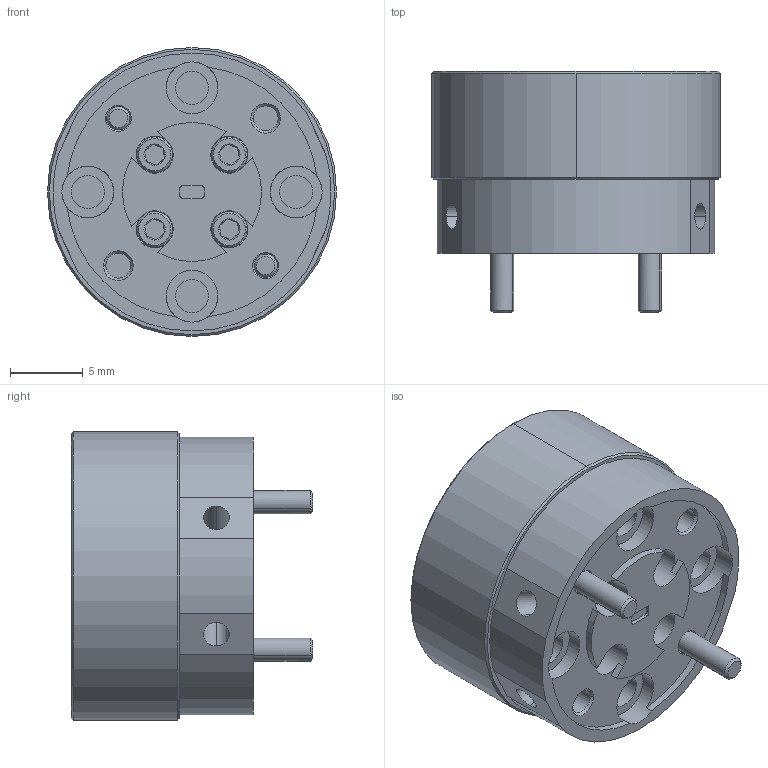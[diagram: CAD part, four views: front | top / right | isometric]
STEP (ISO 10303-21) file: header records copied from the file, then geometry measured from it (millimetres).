
FILE_DESCRIPTION (( 'STEP AP203' ), '1' );
FILE_NAME ('AO-D03-045-A..STEP', '2024-05-21T23:51:16', ( '' ), ( '' ), 'SwSTEP 2.0', 'SolidWorks 2021', '' );
FILE_SCHEMA (( 'CONFIG_CONTROL_DESIGN' ));
Length unit declared in the file: inch
Products named in the file (1): AO-D03-045-A.
Bounding box: 19.81 x 16.54 x 19.81 mm (x, y, z)
Volume: 3441.8 mm3; surface area: 1933.4 mm2
Topology: 1 solids, 3 shells, 218 faces, 492 edges, 296 vertices
Faces by surface type: plane 74, cone 72, cylinder 72
Entity records: 6195 total; most frequent: CARTESIAN_POINT 1155, DIRECTION 1126, ORIENTED_EDGE 968, EDGE_CURVE 484, AXIS2_PLACEMENT_3D 451, VERTEX_POINT 296, EDGE_LOOP 242, CIRCLE 232
